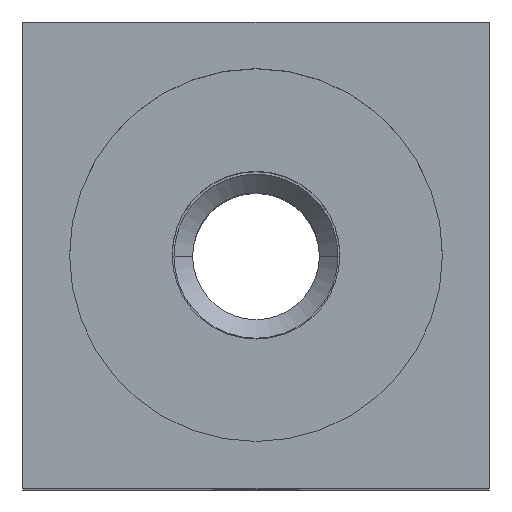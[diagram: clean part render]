
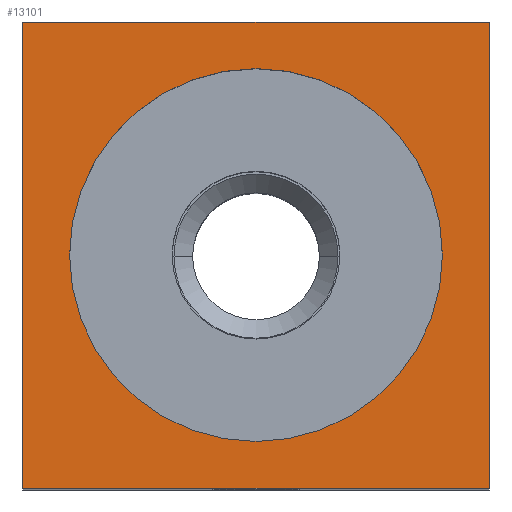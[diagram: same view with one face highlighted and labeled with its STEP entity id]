
A CAD part, top view. The second image highlights one B-rep face of the part: STEP entity #13101.
In plain terms, the highlighted planar face has unit normal (0, 0, 1).
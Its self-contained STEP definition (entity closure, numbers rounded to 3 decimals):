
#494 = EDGE_LOOP ( 'NONE', ( #5288, #3787 ) ) ;
#522 = DIRECTION ( 'NONE',  ( 0., 1., 0. ) ) ;
#1387 = EDGE_CURVE ( 'NONE', #5850, #8685, #2580, .T. ) ;
#1451 = CARTESIAN_POINT ( 'NONE',  ( 0., 10., 30. ) ) ;
#1516 = VECTOR ( 'NONE', #522, 1000. ) ;
#1761 = ORIENTED_EDGE ( 'NONE', *, *, #15993, .T. ) ;
#1830 = VECTOR ( 'NONE', #11485, 1000. ) ;
#1862 = CIRCLE ( 'NONE', #2432, 10. ) ;
#1981 = DIRECTION ( 'NONE',  ( 0., -1., 0. ) ) ;
#2432 = AXIS2_PLACEMENT_3D ( 'NONE', #13241, #15788, #3099 ) ;
#2434 = ORIENTED_EDGE ( 'NONE', *, *, #1387, .T. ) ;
#2515 = VERTEX_POINT ( 'NONE', #4015 ) ;
#2580 = LINE ( 'NONE', #5771, #15662 ) ;
#2638 = CARTESIAN_POINT ( 'NONE',  ( -12.5, -12.5, 30. ) ) ;
#2684 = FACE_BOUND ( 'NONE', #494, .T. ) ;
#3030 = EDGE_CURVE ( 'NONE', #9546, #16224, #15412, .T. ) ;
#3099 = DIRECTION ( 'NONE',  ( 0., 1., 0. ) ) ;
#3372 = CARTESIAN_POINT ( 'NONE',  ( -12.5, 12.5, 30. ) ) ;
#3680 = CARTESIAN_POINT ( 'NONE',  ( 12.5, -12.5, 30. ) ) ;
#3787 = ORIENTED_EDGE ( 'NONE', *, *, #5755, .T. ) ;
#4005 = DIRECTION ( 'NONE',  ( 0., 0., -1. ) ) ;
#4015 = CARTESIAN_POINT ( 'NONE',  ( 0., -10., 30. ) ) ;
#4602 = CARTESIAN_POINT ( 'NONE',  ( -12.5, -12.5, 30. ) ) ;
#5025 = PLANE ( 'NONE',  #10463 ) ;
#5151 = AXIS2_PLACEMENT_3D ( 'NONE', #11567, #4005, #5646 ) ;
#5288 = ORIENTED_EDGE ( 'NONE', *, *, #14298, .T. ) ;
#5646 = DIRECTION ( 'NONE',  ( 0., 1., 0. ) ) ;
#5755 = EDGE_CURVE ( 'NONE', #2515, #8312, #10897, .T. ) ;
#5771 = CARTESIAN_POINT ( 'NONE',  ( -12.5, 12.5, 30. ) ) ;
#5850 = VERTEX_POINT ( 'NONE', #9712 ) ;
#7539 = DIRECTION ( 'NONE',  ( 1., 0., 0. ) ) ;
#7651 = CARTESIAN_POINT ( 'NONE',  ( 0., 0., 30. ) ) ;
#8312 = VERTEX_POINT ( 'NONE', #1451 ) ;
#8685 = VERTEX_POINT ( 'NONE', #4602 ) ;
#9223 = VECTOR ( 'NONE', #9816, 1000. ) ;
#9271 = CARTESIAN_POINT ( 'NONE',  ( 12.5, 12.5, 30. ) ) ;
#9546 = VERTEX_POINT ( 'NONE', #3680 ) ;
#9712 = CARTESIAN_POINT ( 'NONE',  ( -12.5, 12.5, 30. ) ) ;
#9816 = DIRECTION ( 'NONE',  ( -1., 0., 0. ) ) ;
#10232 = ORIENTED_EDGE ( 'NONE', *, *, #11494, .T. ) ;
#10463 = AXIS2_PLACEMENT_3D ( 'NONE', #7651, #11311, #7539 ) ;
#10716 = ORIENTED_EDGE ( 'NONE', *, *, #3030, .T. ) ;
#10897 = CIRCLE ( 'NONE', #5151, 10. ) ;
#10900 = CARTESIAN_POINT ( 'NONE',  ( 12.5, 12.5, 30. ) ) ;
#11311 = DIRECTION ( 'NONE',  ( 0., 0., 1. ) ) ;
#11391 = FACE_OUTER_BOUND ( 'NONE', #15310, .T. ) ;
#11485 = DIRECTION ( 'NONE',  ( 1., 0., 0. ) ) ;
#11494 = EDGE_CURVE ( 'NONE', #16224, #5850, #14604, .T. ) ;
#11567 = CARTESIAN_POINT ( 'NONE',  ( 0., 0., 30. ) ) ;
#12748 = LINE ( 'NONE', #2638, #1830 ) ;
#13101 = ADVANCED_FACE ( 'NONE', ( #2684, #11391 ), #5025, .T. ) ;
#13241 = CARTESIAN_POINT ( 'NONE',  ( 0., 0., 30. ) ) ;
#14298 = EDGE_CURVE ( 'NONE', #8312, #2515, #1862, .T. ) ;
#14604 = LINE ( 'NONE', #3372, #9223 ) ;
#15310 = EDGE_LOOP ( 'NONE', ( #10716, #10232, #2434, #1761 ) ) ;
#15412 = LINE ( 'NONE', #9271, #1516 ) ;
#15662 = VECTOR ( 'NONE', #1981, 1000. ) ;
#15788 = DIRECTION ( 'NONE',  ( 0., 0., -1. ) ) ;
#15993 = EDGE_CURVE ( 'NONE', #8685, #9546, #12748, .T. ) ;
#16224 = VERTEX_POINT ( 'NONE', #10900 ) ;
